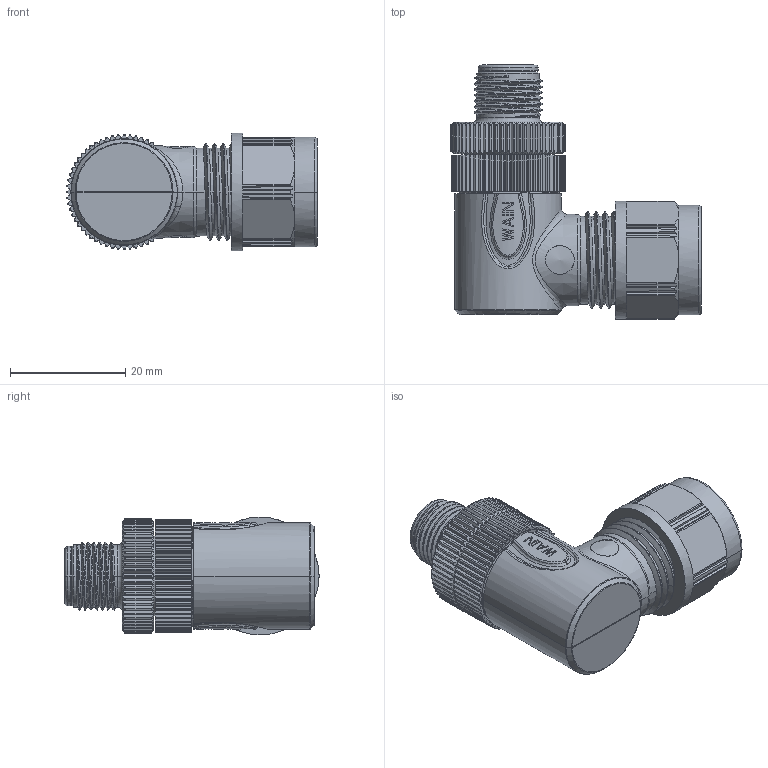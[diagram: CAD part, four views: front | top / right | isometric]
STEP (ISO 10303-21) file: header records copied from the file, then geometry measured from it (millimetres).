
FILE_DESCRIPTION((''),'2;1');
FILE_NAME('3D_1630055113107_M12P-M05B-S-D1','2021-01-06T',('zh.su'),(''),'PRO/ENGINEER BY PARAMETRIC TECHNOLOGY CORPORATION, 2012480','PRO/ENGINEER BY PARAMETRIC TECHNOLOGY CORPORATION, 2012480','');
FILE_SCHEMA(('CONFIG_CONTROL_DESIGN'));
Length unit declared in the file: millimetre
Products named in the file (1): 3D_1630055113107_M12P-M05B-S-D1
Bounding box: 43.6 x 44.15 x 20.49 mm (x, y, z)
Volume: 15598 mm3; surface area: 6571 mm2
Topology: 1 solids, 7 shells, 1027 faces, 2755 edges, 1766 vertices
Faces by surface type: plane 465, cylinder 308, cone 171, bspline 48, torus 17, sphere 10, extrusion 8
Entity records: 42365 total; most frequent: CARTESIAN_POINT 17699, ORIENTED_EDGE 5490, DIRECTION 4700, EDGE_CURVE 2745, VERTEX_POINT 1766, AXIS2_PLACEMENT_3D 1721, VECTOR 1258, LINE 1250
